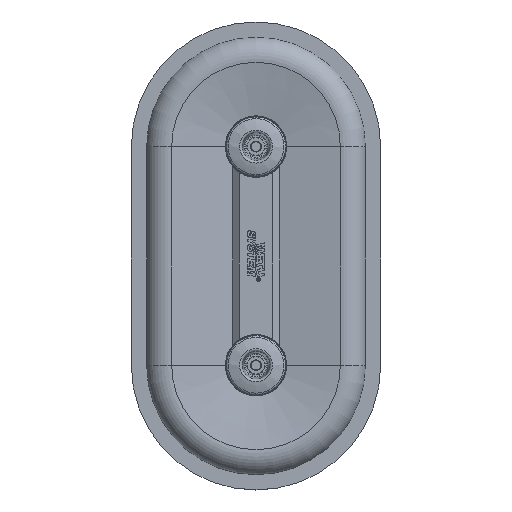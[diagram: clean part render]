
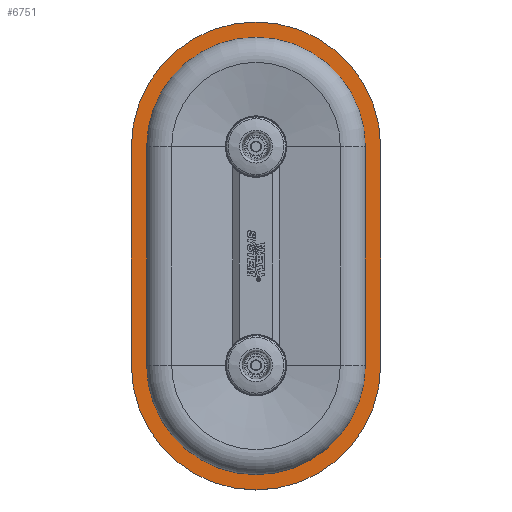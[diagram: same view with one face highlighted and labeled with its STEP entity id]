
A CAD part, top view. The second image highlights one B-rep face of the part: STEP entity #6751.
In plain terms, the highlighted planar face has unit normal (0, 0, 1).
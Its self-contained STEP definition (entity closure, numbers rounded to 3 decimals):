
#434=PLANE('',#34837);
#2094=LINE('',#56402,#4196);
#2097=LINE('',#56408,#4199);
#2107=LINE('',#56440,#4209);
#2108=LINE('',#56443,#4210);
#4196=VECTOR('',#40868,1.);
#4199=VECTOR('',#40873,1.);
#4209=VECTOR('',#40911,1.);
#4210=VECTOR('',#40914,1.);
#5401=FACE_BOUND('',#12167,.T.);
#5402=FACE_BOUND('',#12168,.T.);
#6751=ADVANCED_FACE('',(#5401,#5402),#434,.T.);
#12167=EDGE_LOOP('',(#19282,#19283,#19284,#19285));
#12168=EDGE_LOOP('',(#19286,#19287,#19288,#19289));
#14031=CIRCLE('',#34803,100.);
#14034=CIRCLE('',#34807,114.);
#14046=CIRCLE('',#34833,100.);
#14048=CIRCLE('',#34836,114.);
#19282=ORIENTED_EDGE('',*,*,#29268,.T.);
#19283=ORIENTED_EDGE('',*,*,#29270,.T.);
#19284=ORIENTED_EDGE('',*,*,#29229,.F.);
#19285=ORIENTED_EDGE('',*,*,#29251,.F.);
#19286=ORIENTED_EDGE('',*,*,#29271,.F.);
#19287=ORIENTED_EDGE('',*,*,#29254,.T.);
#19288=ORIENTED_EDGE('',*,*,#29234,.T.);
#19289=ORIENTED_EDGE('',*,*,#29272,.F.);
#25540=VERTEX_POINT('',#56356);
#25541=VERTEX_POINT('',#56358);
#25543=VERTEX_POINT('',#56363);
#25545=VERTEX_POINT('',#56367);
#25556=VERTEX_POINT('',#56401);
#25558=VERTEX_POINT('',#56406);
#25566=VERTEX_POINT('',#56437);
#25567=VERTEX_POINT('',#56442);
#29229=EDGE_CURVE('',#25540,#25541,#14031,.T.);
#29234=EDGE_CURVE('',#25543,#25545,#14034,.T.);
#29251=EDGE_CURVE('',#25556,#25540,#2094,.T.);
#29254=EDGE_CURVE('',#25558,#25543,#2097,.T.);
#29268=EDGE_CURVE('',#25556,#25566,#14046,.T.);
#29270=EDGE_CURVE('',#25566,#25541,#2107,.T.);
#29271=EDGE_CURVE('',#25558,#25567,#14048,.T.);
#29272=EDGE_CURVE('',#25567,#25545,#2108,.T.);
#34803=AXIS2_PLACEMENT_3D('',#56357,#40821,#40822);
#34807=AXIS2_PLACEMENT_3D('',#56368,#40831,#40832);
#34833=AXIS2_PLACEMENT_3D('',#56436,#40905,#40906);
#34836=AXIS2_PLACEMENT_3D('',#56441,#40912,#40913);
#34837=AXIS2_PLACEMENT_3D('',#56444,#40915,#40916);
#40821=DIRECTION('',(0.,0.,1.));
#40822=DIRECTION('',(1.,0.,0.));
#40831=DIRECTION('',(0.,0.,1.));
#40832=DIRECTION('',(1.,0.,0.));
#40868=DIRECTION('',(0.,-1.,0.));
#40873=DIRECTION('',(0.,-1.,0.));
#40905=DIRECTION('',(0.,0.,-1.));
#40906=DIRECTION('',(-1.,0.,0.));
#40911=DIRECTION('',(0.,-1.,0.));
#40912=DIRECTION('',(0.,0.,-1.));
#40913=DIRECTION('',(-1.,0.,0.));
#40914=DIRECTION('',(0.,-1.,0.));
#40915=DIRECTION('',(0.,0.,1.));
#40916=DIRECTION('',(-1.,0.,0.));
#56356=CARTESIAN_POINT('',(-100.,-100.,0.8));
#56357=CARTESIAN_POINT('',(0.,-100.,0.8));
#56358=CARTESIAN_POINT('',(100.,-100.,0.8));
#56363=CARTESIAN_POINT('',(-114.,-100.,0.8));
#56367=CARTESIAN_POINT('',(114.,-100.,0.8));
#56368=CARTESIAN_POINT('',(0.,-100.,0.8));
#56401=CARTESIAN_POINT('',(-100.,100.,0.8));
#56402=CARTESIAN_POINT('',(-100.,100.,0.8));
#56406=CARTESIAN_POINT('',(-114.,100.,0.8));
#56408=CARTESIAN_POINT('',(-114.,100.,0.8));
#56436=CARTESIAN_POINT('',(0.,100.,0.8));
#56437=CARTESIAN_POINT('',(100.,100.,0.8));
#56440=CARTESIAN_POINT('',(100.,100.,0.8));
#56441=CARTESIAN_POINT('',(0.,100.,0.8));
#56442=CARTESIAN_POINT('',(114.,100.,0.8));
#56443=CARTESIAN_POINT('',(114.,100.,0.8));
#56444=CARTESIAN_POINT('',(-114.,100.,0.8));
